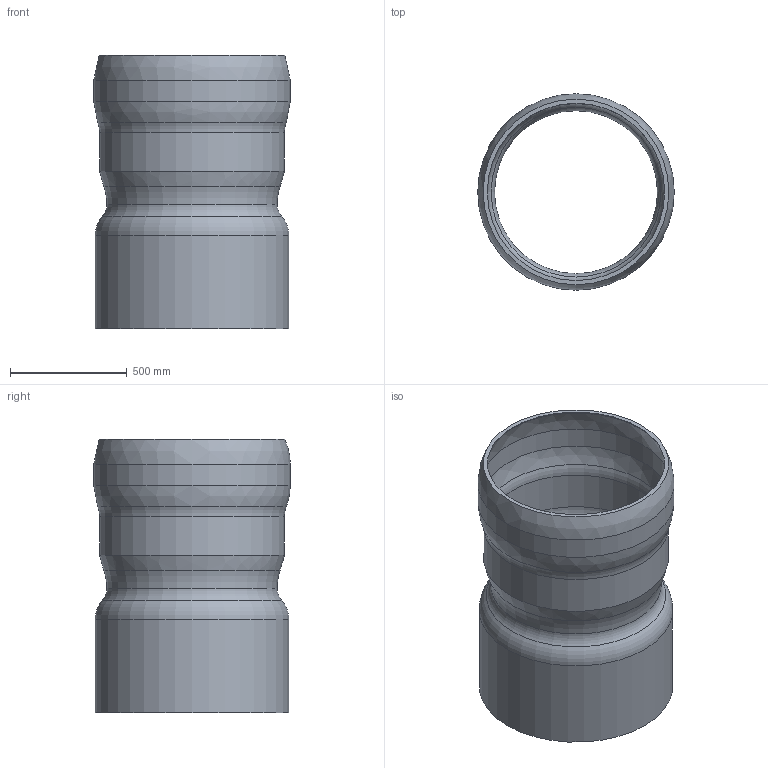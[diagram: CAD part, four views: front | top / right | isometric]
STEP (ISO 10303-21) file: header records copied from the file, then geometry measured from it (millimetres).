
FILE_DESCRIPTION(/* description */ (''),/* implementation_level */ '2;1');
FILE_NAME(/* name */ '00624.070X_3D.stp',/* time_stamp */ '2024-12-11T12:59:11+01:00',/* author */ ('CAD'),/* organization */ (''),/* preprocessor_version */ 'ST-DEVELOPER v20',/* originating_system */ 'AutoCAD Mechanical',/* authorisation */ '');
FILE_SCHEMA (('AUTOMOTIVE_DESIGN { 1 0 10303 214 3 1 1 }'));
Length unit declared in the file: centimetre
Products named in the file (1): Product
Bounding box: 842 x 842 x 1170 mm (x, y, z)
Volume: 47499435.9 mm3; surface area: 6032252.1 mm2
Topology: 1 solids, 1 shells, 24 faces, 59 edges, 37 vertices
Faces by surface type: torus 9, cylinder 7, bspline 5, plane 2, cone 1
Full cylindrical faces by diameter (mm): 698 x1, 760 x1, 792 x1, 798 x1, 810 x1, 830 x1, 842 x1
Entity records: 875 total; most frequent: CARTESIAN_POINT 251, DIRECTION 150, ORIENTED_EDGE 118, AXIS2_PLACEMENT_3D 71, EDGE_CURVE 59, CIRCLE 51, VERTEX_POINT 37, EDGE_LOOP 26
